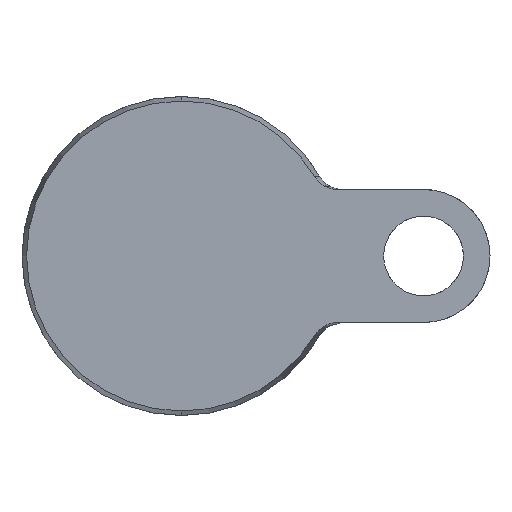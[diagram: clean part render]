
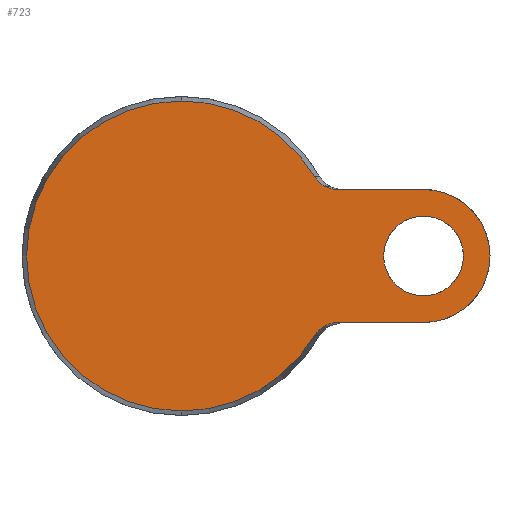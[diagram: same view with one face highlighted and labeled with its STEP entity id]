
A CAD part, front view. The second image highlights one B-rep face of the part: STEP entity #723.
In plain terms, the highlighted planar face has unit normal (0, -1, 0).
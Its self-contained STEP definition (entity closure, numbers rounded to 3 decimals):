
#11 = DIRECTION ( 'NONE',  ( 1., 0., 0. ) ) ;
#17 = CARTESIAN_POINT ( 'NONE',  ( 25.507, 0., 14.24 ) ) ;
#41 = CARTESIAN_POINT ( 'NONE',  ( 27.057, 0., 13.048 ) ) ;
#59 = DIRECTION ( 'NONE',  ( 0., -1., 0. ) ) ;
#63 = EDGE_LOOP ( 'NONE', ( #1049, #268, #1447, #533, #1113, #1413, #737, #185 ) ) ;
#72 = EDGE_CURVE ( 'NONE', #608, #188, #1029, .T. ) ;
#91 = AXIS2_PLACEMENT_3D ( 'NONE', #561, #1478, #454 ) ;
#94 = CIRCLE ( 'NONE', #645, 12.5 ) ;
#109 = VERTEX_POINT ( 'NONE', #370 ) ;
#110 = CARTESIAN_POINT ( 'NONE',  ( 29.374, 0., 12.5 ) ) ;
#118 = B_SPLINE_CURVE_WITH_KNOTS ( 'NONE', 3,
 ( #943, #716, #1297, #269, #707, #241, #41, #734, #1380, #1187, #471, #17, #814, #1038 ),
 .UNSPECIFIED., .F., .F.,
 ( 4, 2, 2, 2, 2, 2, 4 ),
 ( 0., 0.001, 0.002, 0.003, 0.003, 0.004, 0.005 ),
 .UNSPECIFIED. ) ;
#131 = PLANE ( 'NONE',  #474 ) ;
#162 = EDGE_CURVE ( 'NONE', #213, #752, #1476, .T. ) ;
#170 = CARTESIAN_POINT ( 'NONE',  ( 25.977, 0., -13.784 ) ) ;
#185 = ORIENTED_EDGE ( 'NONE', *, *, #861, .F. ) ;
#188 = VERTEX_POINT ( 'NONE', #728 ) ;
#213 = VERTEX_POINT ( 'NONE', #624 ) ;
#225 = DIRECTION ( 'NONE',  ( 0., 1., 0. ) ) ;
#229 = CIRCLE ( 'NONE', #1114, 29.143 ) ;
#241 = CARTESIAN_POINT ( 'NONE',  ( 27.253, 0., 12.954 ) ) ;
#246 = CARTESIAN_POINT ( 'NONE',  ( -29.143, 0., 0. ) ) ;
#268 = ORIENTED_EDGE ( 'NONE', *, *, #1174, .T. ) ;
#269 = CARTESIAN_POINT ( 'NONE',  ( 27.869, 0., 12.721 ) ) ;
#271 = EDGE_CURVE ( 'NONE', #752, #892, #1086, .T. ) ;
#279 = AXIS2_PLACEMENT_3D ( 'NONE', #756, #518, #877 ) ;
#304 = CARTESIAN_POINT ( 'NONE',  ( 25.011, 0., 14.959 ) ) ;
#328 = CIRCLE ( 'NONE', #91, 7.5 ) ;
#351 = CIRCLE ( 'NONE', #279, 29.143 ) ;
#362 = FACE_OUTER_BOUND ( 'NONE', #63, .T. ) ;
#369 = CARTESIAN_POINT ( 'NONE',  ( 25.011, 0., -14.959 ) ) ;
#370 = CARTESIAN_POINT ( 'NONE',  ( 45.5, 0., 7.5 ) ) ;
#387 = CARTESIAN_POINT ( 'NONE',  ( 25.011, 0., -14.959 ) ) ;
#430 = CARTESIAN_POINT ( 'NONE',  ( 25.237, 0., -14.58 ) ) ;
#454 = DIRECTION ( 'NONE',  ( 0., 0., 1. ) ) ;
#471 = CARTESIAN_POINT ( 'NONE',  ( 25.976, 0., 13.785 ) ) ;
#474 = AXIS2_PLACEMENT_3D ( 'NONE', #246, #506, #1048 ) ;
#479 = VERTEX_POINT ( 'NONE', #304 ) ;
#506 = DIRECTION ( 'NONE',  ( 0., 1., 0. ) ) ;
#518 = DIRECTION ( 'NONE',  ( 0., -1., 0. ) ) ;
#530 = ORIENTED_EDGE ( 'NONE', *, *, #1123, .T. ) ;
#533 = ORIENTED_EDGE ( 'NONE', *, *, #1357, .T. ) ;
#561 = CARTESIAN_POINT ( 'NONE',  ( 45.5, 0., 0. ) ) ;
#566 = CARTESIAN_POINT ( 'NONE',  ( 28.503, 0., -12.556 ) ) ;
#607 = CIRCLE ( 'NONE', #987, 7.5 ) ;
#608 = VERTEX_POINT ( 'NONE', #110 ) ;
#620 = EDGE_LOOP ( 'NONE', ( #1242, #530 ) ) ;
#624 = CARTESIAN_POINT ( 'NONE',  ( 0., 0., -29.143 ) ) ;
#628 = CARTESIAN_POINT ( 'NONE',  ( 26.146, 0., -13.64 ) ) ;
#645 = AXIS2_PLACEMENT_3D ( 'NONE', #1426, #977, #1328 ) ;
#662 = CARTESIAN_POINT ( 'NONE',  ( 15., 0., -12.5 ) ) ;
#665 = AXIS2_PLACEMENT_3D ( 'NONE', #1292, #59, #1056 ) ;
#673 = CARTESIAN_POINT ( 'NONE',  ( 27.662, 0., -12.789 ) ) ;
#682 = CARTESIAN_POINT ( 'NONE',  ( 27.871, 0., -12.72 ) ) ;
#690 = CARTESIAN_POINT ( 'NONE',  ( 28.933, 0., -12.5 ) ) ;
#691 = EDGE_CURVE ( 'NONE', #1102, #109, #607, .T. ) ;
#707 = CARTESIAN_POINT ( 'NONE',  ( 27.659, 0., 12.79 ) ) ;
#716 = CARTESIAN_POINT ( 'NONE',  ( 28.933, 0., 12.5 ) ) ;
#723 = ADVANCED_FACE ( 'NONE', ( #362, #833 ), #131, .F. ) ;
#728 = CARTESIAN_POINT ( 'NONE',  ( 45.5, 0., 12.5 ) ) ;
#734 = CARTESIAN_POINT ( 'NONE',  ( 26.678, 0., 13.261 ) ) ;
#737 = ORIENTED_EDGE ( 'NONE', *, *, #1011, .F. ) ;
#752 = VERTEX_POINT ( 'NONE', #387 ) ;
#754 = CARTESIAN_POINT ( 'NONE',  ( 27.255, 0., -12.953 ) ) ;
#756 = CARTESIAN_POINT ( 'NONE',  ( 0., 0., 0. ) ) ;
#789 = CARTESIAN_POINT ( 'NONE',  ( 45.5, 0., -7.5 ) ) ;
#796 = CARTESIAN_POINT ( 'NONE',  ( 45.5, 0., 0. ) ) ;
#806 = VECTOR ( 'NONE', #11, 1000. ) ;
#808 = VECTOR ( 'NONE', #911, 1000. ) ;
#814 = CARTESIAN_POINT ( 'NONE',  ( 25.237, 0., 14.58 ) ) ;
#818 = VERTEX_POINT ( 'NONE', #1155 ) ;
#833 = FACE_BOUND ( 'NONE', #620, .T. ) ;
#859 = CARTESIAN_POINT ( 'NONE',  ( 26.497, 0., -13.379 ) ) ;
#861 = EDGE_CURVE ( 'NONE', #188, #818, #94, .T. ) ;
#868 = DIRECTION ( 'NONE',  ( 0., 0., -1. ) ) ;
#877 = DIRECTION ( 'NONE',  ( 0., 0., -1. ) ) ;
#892 = VERTEX_POINT ( 'NONE', #961 ) ;
#911 = DIRECTION ( 'NONE',  ( -1., 0., 0. ) ) ;
#925 = CARTESIAN_POINT ( 'NONE',  ( 15., 0., 12.5 ) ) ;
#943 = CARTESIAN_POINT ( 'NONE',  ( 29.374, 0., 12.5 ) ) ;
#961 = CARTESIAN_POINT ( 'NONE',  ( 29.374, 0., -12.5 ) ) ;
#965 = CARTESIAN_POINT ( 'NONE',  ( 26.862, 0., -13.142 ) ) ;
#977 = DIRECTION ( 'NONE',  ( 0., 1., 0. ) ) ;
#987 = AXIS2_PLACEMENT_3D ( 'NONE', #796, #225, #1058 ) ;
#1009 = CARTESIAN_POINT ( 'NONE',  ( 29.374, 0., -12.5 ) ) ;
#1011 = EDGE_CURVE ( 'NONE', #818, #892, #1341, .T. ) ;
#1029 = LINE ( 'NONE', #925, #806 ) ;
#1038 = CARTESIAN_POINT ( 'NONE',  ( 25.011, 0., 14.959 ) ) ;
#1048 = DIRECTION ( 'NONE',  ( 0., 0., 1. ) ) ;
#1049 = ORIENTED_EDGE ( 'NONE', *, *, #72, .F. ) ;
#1056 = DIRECTION ( 'NONE',  ( 0., 0., -1. ) ) ;
#1058 = DIRECTION ( 'NONE',  ( 0., 0., 1. ) ) ;
#1086 = B_SPLINE_CURVE_WITH_KNOTS ( 'NONE', 3,
 ( #369, #430, #1227, #170, #628, #859, #965, #754, #673, #682, #566, #690, #1009 ),
 .UNSPECIFIED., .F., .F.,
 ( 4, 2, 2, 1, 2, 2, 4 ),
 ( 0., 0.001, 0.002, 0.003, 0.003, 0.004, 0.005 ),
 .UNSPECIFIED. ) ;
#1102 = VERTEX_POINT ( 'NONE', #789 ) ;
#1113 = ORIENTED_EDGE ( 'NONE', *, *, #162, .T. ) ;
#1114 = AXIS2_PLACEMENT_3D ( 'NONE', #1321, #1334, #868 ) ;
#1123 = EDGE_CURVE ( 'NONE', #109, #1102, #328, .T. ) ;
#1155 = CARTESIAN_POINT ( 'NONE',  ( 45.5, 0., -12.5 ) ) ;
#1174 = EDGE_CURVE ( 'NONE', #608, #479, #118, .T. ) ;
#1187 = CARTESIAN_POINT ( 'NONE',  ( 26.144, 0., 13.642 ) ) ;
#1227 = CARTESIAN_POINT ( 'NONE',  ( 25.508, 0., -14.24 ) ) ;
#1242 = ORIENTED_EDGE ( 'NONE', *, *, #691, .T. ) ;
#1292 = CARTESIAN_POINT ( 'NONE',  ( 0., 0., 0. ) ) ;
#1296 = VERTEX_POINT ( 'NONE', #1416 ) ;
#1297 = CARTESIAN_POINT ( 'NONE',  ( 28.502, 0., 12.556 ) ) ;
#1321 = CARTESIAN_POINT ( 'NONE',  ( 0., 0., 0. ) ) ;
#1328 = DIRECTION ( 'NONE',  ( 0., 0., -1. ) ) ;
#1334 = DIRECTION ( 'NONE',  ( 0., -1., 0. ) ) ;
#1341 = LINE ( 'NONE', #662, #808 ) ;
#1357 = EDGE_CURVE ( 'NONE', #1296, #213, #351, .T. ) ;
#1362 = EDGE_CURVE ( 'NONE', #479, #1296, #229, .T. ) ;
#1380 = CARTESIAN_POINT ( 'NONE',  ( 26.495, 0., 13.38 ) ) ;
#1413 = ORIENTED_EDGE ( 'NONE', *, *, #271, .T. ) ;
#1416 = CARTESIAN_POINT ( 'NONE',  ( 0., 0., 29.143 ) ) ;
#1426 = CARTESIAN_POINT ( 'NONE',  ( 45.5, 0., 0. ) ) ;
#1447 = ORIENTED_EDGE ( 'NONE', *, *, #1362, .T. ) ;
#1476 = CIRCLE ( 'NONE', #665, 29.143 ) ;
#1478 = DIRECTION ( 'NONE',  ( 0., 1., 0. ) ) ;
